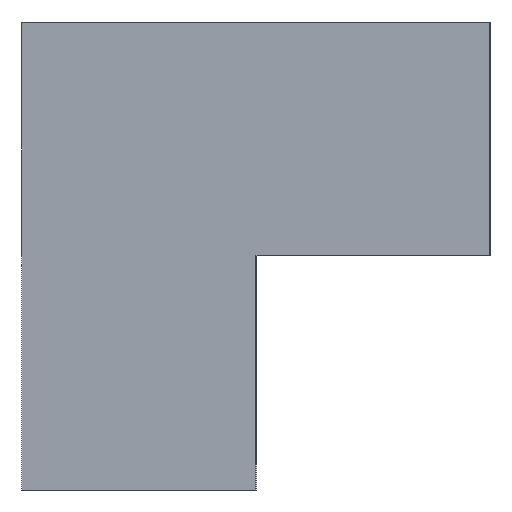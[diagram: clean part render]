
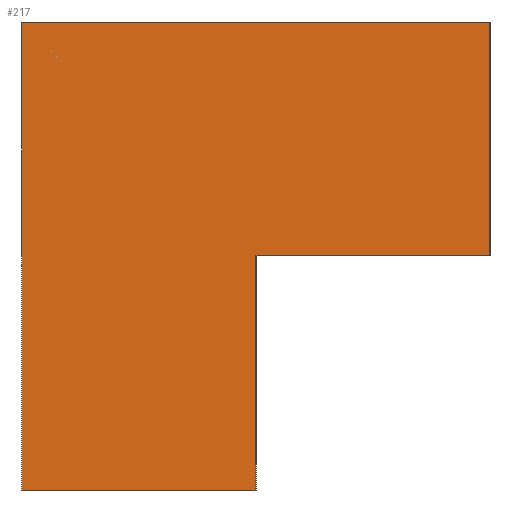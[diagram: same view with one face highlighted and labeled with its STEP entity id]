
A CAD part, left-side view. The second image highlights one B-rep face of the part: STEP entity #217.
In plain terms, the highlighted planar face has unit normal (-1, 0, 0).
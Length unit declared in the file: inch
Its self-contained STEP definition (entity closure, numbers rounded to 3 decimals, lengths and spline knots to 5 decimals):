
#19=FACE_OUTER_BOUND($,#30,.T.);
#30=EDGE_LOOP($,(#165,#166,#167,#168,#169,#170));
#35=LINE($,#292,#62);
#42=LINE($,#305,#69);
#47=LINE($,#317,#74);
#56=LINE($,#333,#83);
#57=LINE($,#336,#84);
#58=LINE($,#337,#85);
#62=VECTOR($,#240,0.75);
#69=VECTOR($,#251,0.75);
#74=VECTOR($,#260,1.5);
#83=VECTOR($,#273,1.5);
#84=VECTOR($,#276,0.75);
#85=VECTOR($,#277,0.75);
#88=VERTEX_POINT($,#288);
#90=VERTEX_POINT($,#291);
#94=VERTEX_POINT($,#303);
#99=VERTEX_POINT($,#316);
#104=VERTEX_POINT($,#330);
#105=VERTEX_POINT($,#335);
#107=EDGE_CURVE($,#88,#90,#35,.T.);
#114=EDGE_CURVE($,#90,#94,#42,.T.);
#119=EDGE_CURVE($,#99,#94,#47,.T.);
#128=EDGE_CURVE($,#104,#99,#56,.T.);
#129=EDGE_CURVE($,#104,#105,#57,.T.);
#130=EDGE_CURVE($,#105,#88,#58,.T.);
#165=ORIENTED_EDGE($,*,*,#129,.F.);
#166=ORIENTED_EDGE($,*,*,#128,.T.);
#167=ORIENTED_EDGE($,*,*,#119,.T.);
#168=ORIENTED_EDGE($,*,*,#114,.F.);
#169=ORIENTED_EDGE($,*,*,#107,.F.);
#170=ORIENTED_EDGE($,*,*,#130,.F.);
#194=PLANE($,#231);
#217=ADVANCED_FACE($,(#19),#194,.T.);
#231=AXIS2_PLACEMENT_3D($,#334,#274,#275);
#240=DIRECTION($,(0.,0.,-1.));
#251=DIRECTION($,(0.,1.,0.));
#260=DIRECTION($,(0.,0.,-1.));
#273=DIRECTION($,(0.,1.,0.));
#274=DIRECTION('center_axis',(-1.,0.,0.));
#275=DIRECTION('ref_axis',(0.,0.,1.));
#276=DIRECTION($,(0.,0.,-1.));
#277=DIRECTION($,(0.,1.,0.));
#288=CARTESIAN_POINT('',(-0.50234,0.75,-0.14855));
#291=CARTESIAN_POINT('',(-0.50234,0.75,-0.89855));
#292=CARTESIAN_POINT($,(-0.50234,0.75,-0.14855));
#303=CARTESIAN_POINT('',(-0.50234,1.5,-0.89855));
#305=CARTESIAN_POINT($,(-0.50234,0.75,-0.89855));
#316=CARTESIAN_POINT('',(-0.50234,1.5,0.60145));
#317=CARTESIAN_POINT($,(-0.50234,1.5,-0.14855));
#330=CARTESIAN_POINT('',(-0.50234,0.,0.60145));
#333=CARTESIAN_POINT($,(-0.50234,0.,0.60145));
#334=CARTESIAN_POINT('Origin',(-0.50234,0.,-0.14855));
#335=CARTESIAN_POINT('',(-0.50234,0.,-0.14855));
#336=CARTESIAN_POINT($,(-0.50234,0.,0.60145));
#337=CARTESIAN_POINT($,(-0.50234,0.,-0.14855));
